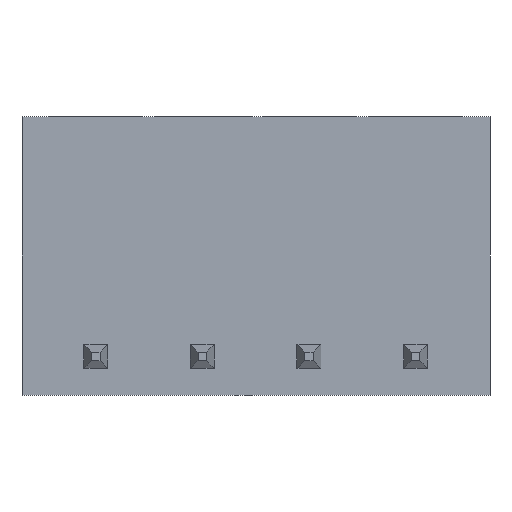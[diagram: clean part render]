
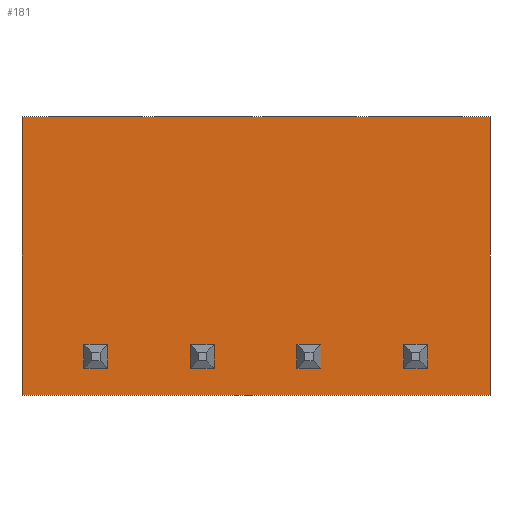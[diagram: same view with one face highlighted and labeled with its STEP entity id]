
A CAD part, front view. The second image highlights one B-rep face of the part: STEP entity #181.
In plain terms, the highlighted planar face has unit normal (0, -1, 0).
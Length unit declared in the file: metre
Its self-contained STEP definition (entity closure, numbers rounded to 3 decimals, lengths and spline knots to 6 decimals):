
#181 = ADVANCED_FACE( '', ( #494, #495, #496, #497, #498 ), #499, .T. );
#494 = FACE_OUTER_BOUND( '', #838, .T. );
#495 = FACE_BOUND( '', #839, .T. );
#496 = FACE_BOUND( '', #840, .T. );
#497 = FACE_BOUND( '', #841, .T. );
#498 = FACE_BOUND( '', #842, .T. );
#499 = PLANE( '', #843 );
#838 = EDGE_LOOP( '', ( #1968, #1969, #1970, #1971 ) );
#839 = EDGE_LOOP( '', ( #1972, #1973, #1974, #1975 ) );
#840 = EDGE_LOOP( '', ( #1976, #1977, #1978, #1979 ) );
#841 = EDGE_LOOP( '', ( #1980, #1981, #1982, #1983 ) );
#842 = EDGE_LOOP( '', ( #1984, #1985, #1986, #1987 ) );
#843 = AXIS2_PLACEMENT_3D( '', #1988, #1989, #1990 );
#1968 = ORIENTED_EDGE( '', *, *, #2248, .T. );
#1969 = ORIENTED_EDGE( '', *, *, #2389, .T. );
#1970 = ORIENTED_EDGE( '', *, *, #2318, .F. );
#1971 = ORIENTED_EDGE( '', *, *, #2186, .F. );
#1972 = ORIENTED_EDGE( '', *, *, #2304, .T. );
#1973 = ORIENTED_EDGE( '', *, *, #2438, .T. );
#1974 = ORIENTED_EDGE( '', *, *, #2495, .F. );
#1975 = ORIENTED_EDGE( '', *, *, #2563, .F. );
#1976 = ORIENTED_EDGE( '', *, *, #2542, .T. );
#1977 = ORIENTED_EDGE( '', *, *, #2528, .T. );
#1978 = ORIENTED_EDGE( '', *, *, #2427, .F. );
#1979 = ORIENTED_EDGE( '', *, *, #2504, .F. );
#1980 = ORIENTED_EDGE( '', *, *, #2408, .T. );
#1981 = ORIENTED_EDGE( '', *, *, #2512, .T. );
#1982 = ORIENTED_EDGE( '', *, *, #2564, .F. );
#1983 = ORIENTED_EDGE( '', *, *, #2285, .F. );
#1984 = ORIENTED_EDGE( '', *, *, #2293, .T. );
#1985 = ORIENTED_EDGE( '', *, *, #2565, .T. );
#1986 = ORIENTED_EDGE( '', *, *, #2525, .F. );
#1987 = ORIENTED_EDGE( '', *, *, #2516, .F. );
#1988 = CARTESIAN_POINT( '', ( -0.007696, 0., 0.004572 ) );
#1989 = DIRECTION( '', ( 0., -1., 0. ) );
#1990 = DIRECTION( '', ( 0., 0., -1. ) );
#2186 = EDGE_CURVE( '', #2591, #2592, #2593, .T. );
#2248 = EDGE_CURVE( '', #2591, #2713, #2715, .T. );
#2285 = EDGE_CURVE( '', #2785, #2788, #2789, .T. );
#2293 = EDGE_CURVE( '', #2803, #2800, #2804, .T. );
#2304 = EDGE_CURVE( '', #2824, #2821, #2825, .T. );
#2318 = EDGE_CURVE( '', #2592, #2849, #2850, .T. );
#2389 = EDGE_CURVE( '', #2713, #2849, #2966, .T. );
#2408 = EDGE_CURVE( '', #2785, #2992, #2994, .T. );
#2427 = EDGE_CURVE( '', #3023, #3025, #3026, .T. );
#2438 = EDGE_CURVE( '', #2821, #3042, #3044, .T. );
#2495 = EDGE_CURVE( '', #3126, #3042, #3128, .T. );
#2504 = EDGE_CURVE( '', #3139, #3023, #3141, .T. );
#2512 = EDGE_CURVE( '', #2992, #3150, #3152, .T. );
#2516 = EDGE_CURVE( '', #2803, #3156, #3157, .T. );
#2525 = EDGE_CURVE( '', #3156, #3166, #3167, .T. );
#2528 = EDGE_CURVE( '', #3170, #3025, #3171, .T. );
#2542 = EDGE_CURVE( '', #3139, #3170, #3189, .T. );
#2563 = EDGE_CURVE( '', #2824, #3126, #3215, .T. );
#2564 = EDGE_CURVE( '', #2788, #3150, #3216, .T. );
#2565 = EDGE_CURVE( '', #2800, #3166, #3217, .T. );
#2591 = VERTEX_POINT( '', #3253 );
#2592 = VERTEX_POINT( '', #3254 );
#2593 = LINE( '', #3255, #3256 );
#2713 = VERTEX_POINT( '', #3432 );
#2715 = LINE( '', #3435, #3436 );
#2785 = VERTEX_POINT( '', #3538 );
#2788 = VERTEX_POINT( '', #3542 );
#2789 = LINE( '', #3543, #3544 );
#2800 = VERTEX_POINT( '', #3561 );
#2803 = VERTEX_POINT( '', #3565 );
#2804 = LINE( '', #3566, #3567 );
#2821 = VERTEX_POINT( '', #3593 );
#2824 = VERTEX_POINT( '', #3597 );
#2825 = LINE( '', #3598, #3599 );
#2849 = VERTEX_POINT( '', #3636 );
#2850 = LINE( '', #3637, #3638 );
#2966 = LINE( '', #3820, #3821 );
#2992 = VERTEX_POINT( '', #3864 );
#2994 = LINE( '', #3867, #3868 );
#3023 = VERTEX_POINT( '', #3914 );
#3025 = VERTEX_POINT( '', #3917 );
#3026 = LINE( '', #3918, #3919 );
#3042 = VERTEX_POINT( '', #3944 );
#3044 = LINE( '', #3947, #3948 );
#3126 = VERTEX_POINT( '', #4084 );
#3128 = LINE( '', #4087, #4088 );
#3139 = VERTEX_POINT( '', #4106 );
#3141 = LINE( '', #4109, #4110 );
#3150 = VERTEX_POINT( '', #4124 );
#3152 = LINE( '', #4127, #4128 );
#3156 = VERTEX_POINT( '', #4135 );
#3157 = LINE( '', #4136, #4137 );
#3166 = VERTEX_POINT( '', #4154 );
#3167 = LINE( '', #4155, #4156 );
#3170 = VERTEX_POINT( '', #4161 );
#3171 = LINE( '', #4162, #4163 );
#3189 = LINE( '', #4194, #4195 );
#3215 = LINE( '', #4239, #4240 );
#3216 = LINE( '', #4241, #4242 );
#3217 = LINE( '', #4243, #4244 );
#3253 = CARTESIAN_POINT( '', ( -0.007696, 0., 0.004572 ) );
#3254 = CARTESIAN_POINT( '', ( 0.007696, 0., 0.004572 ) );
#3255 = CARTESIAN_POINT( '', ( -0.007696, 0., 0.004572 ) );
#3256 = VECTOR( '', #4268, 1. );
#3432 = CARTESIAN_POINT( '', ( -0.007696, 0., -0.004572 ) );
#3435 = CARTESIAN_POINT( '', ( -0.007696, 0., 0.004572 ) );
#3436 = VECTOR( '', #4338, 1. );
#3538 = CARTESIAN_POINT( '', ( -0.002159, 0., -0.002908 ) );
#3542 = CARTESIAN_POINT( '', ( -0.002159, 0., -0.003696 ) );
#3543 = CARTESIAN_POINT( '', ( -0.002159, 0., -0.002908 ) );
#3544 = VECTOR( '', #4381, 1. );
#3561 = CARTESIAN_POINT( '', ( -0.004877, 0., -0.002908 ) );
#3565 = CARTESIAN_POINT( '', ( -0.005664, 0., -0.002908 ) );
#3566 = CARTESIAN_POINT( '', ( -0.005664, 0., -0.002908 ) );
#3567 = VECTOR( '', #4389, 1. );
#3593 = CARTESIAN_POINT( '', ( 0.005639, 0., -0.002908 ) );
#3597 = CARTESIAN_POINT( '', ( 0.004851, 0., -0.002908 ) );
#3598 = CARTESIAN_POINT( '', ( 0.004851, 0., -0.002908 ) );
#3599 = VECTOR( '', #4400, 1. );
#3636 = CARTESIAN_POINT( '', ( 0.007696, 0., -0.004572 ) );
#3637 = CARTESIAN_POINT( '', ( 0.007696, 0., 0.004572 ) );
#3638 = VECTOR( '', #4414, 1. );
#3820 = CARTESIAN_POINT( '', ( -0.007696, 0., -0.004572 ) );
#3821 = VECTOR( '', #4493, 1. );
#3864 = CARTESIAN_POINT( '', ( -0.001372, 0., -0.002908 ) );
#3867 = CARTESIAN_POINT( '', ( -0.002159, 0., -0.002908 ) );
#3868 = VECTOR( '', #4512, 1. );
#3914 = CARTESIAN_POINT( '', ( 0.001346, 0., -0.003696 ) );
#3917 = CARTESIAN_POINT( '', ( 0.002134, 0., -0.003696 ) );
#3918 = CARTESIAN_POINT( '', ( 0.001346, 0., -0.003696 ) );
#3919 = VECTOR( '', #4531, 1. );
#3944 = CARTESIAN_POINT( '', ( 0.005639, 0., -0.003696 ) );
#3947 = CARTESIAN_POINT( '', ( 0.005639, 0., -0.002908 ) );
#3948 = VECTOR( '', #4542, 1. );
#4084 = CARTESIAN_POINT( '', ( 0.004851, 0., -0.003696 ) );
#4087 = CARTESIAN_POINT( '', ( 0.004851, 0., -0.003696 ) );
#4088 = VECTOR( '', #4601, 1. );
#4106 = CARTESIAN_POINT( '', ( 0.001346, 0., -0.002908 ) );
#4109 = CARTESIAN_POINT( '', ( 0.001346, 0., -0.002908 ) );
#4110 = VECTOR( '', #4610, 1. );
#4124 = CARTESIAN_POINT( '', ( -0.001372, 0., -0.003696 ) );
#4127 = CARTESIAN_POINT( '', ( -0.001372, 0., -0.002908 ) );
#4128 = VECTOR( '', #4620, 1. );
#4135 = CARTESIAN_POINT( '', ( -0.005664, 0., -0.003696 ) );
#4136 = CARTESIAN_POINT( '', ( -0.005664, 0., -0.002908 ) );
#4137 = VECTOR( '', #4624, 1. );
#4154 = CARTESIAN_POINT( '', ( -0.004877, 0., -0.003696 ) );
#4155 = CARTESIAN_POINT( '', ( -0.005664, 0., -0.003696 ) );
#4156 = VECTOR( '', #4633, 1. );
#4161 = CARTESIAN_POINT( '', ( 0.002134, 0., -0.002908 ) );
#4162 = CARTESIAN_POINT( '', ( 0.002134, 0., -0.002908 ) );
#4163 = VECTOR( '', #4636, 1. );
#4194 = CARTESIAN_POINT( '', ( 0.001346, 0., -0.002908 ) );
#4195 = VECTOR( '', #4650, 1. );
#4239 = CARTESIAN_POINT( '', ( 0.004851, 0., -0.002908 ) );
#4240 = VECTOR( '', #4675, 1. );
#4241 = CARTESIAN_POINT( '', ( -0.002159, 0., -0.003696 ) );
#4242 = VECTOR( '', #4676, 1. );
#4243 = CARTESIAN_POINT( '', ( -0.004877, 0., -0.002908 ) );
#4244 = VECTOR( '', #4677, 1. );
#4268 = DIRECTION( '', ( 1., 0., 0. ) );
#4338 = DIRECTION( '', ( 0., 0., -1. ) );
#4381 = DIRECTION( '', ( 0., 0., -1. ) );
#4389 = DIRECTION( '', ( 1., 0., 0. ) );
#4400 = DIRECTION( '', ( 1., 0., 0. ) );
#4414 = DIRECTION( '', ( 0., 0., -1. ) );
#4493 = DIRECTION( '', ( 1., 0., 0. ) );
#4512 = DIRECTION( '', ( 1., 0., 0. ) );
#4531 = DIRECTION( '', ( 1., 0., 0. ) );
#4542 = DIRECTION( '', ( 0., 0., -1. ) );
#4601 = DIRECTION( '', ( 1., 0., 0. ) );
#4610 = DIRECTION( '', ( 0., 0., -1. ) );
#4620 = DIRECTION( '', ( 0., 0., -1. ) );
#4624 = DIRECTION( '', ( 0., 0., -1. ) );
#4633 = DIRECTION( '', ( 1., 0., 0. ) );
#4636 = DIRECTION( '', ( 0., 0., -1. ) );
#4650 = DIRECTION( '', ( 1., 0., 0. ) );
#4675 = DIRECTION( '', ( 0., 0., -1. ) );
#4676 = DIRECTION( '', ( 1., 0., 0. ) );
#4677 = DIRECTION( '', ( 0., 0., -1. ) );
